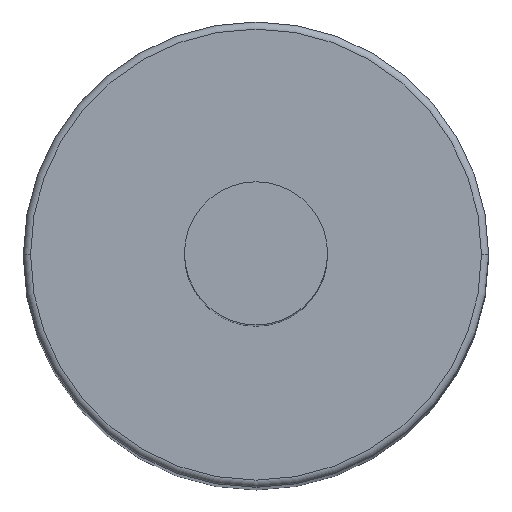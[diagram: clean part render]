
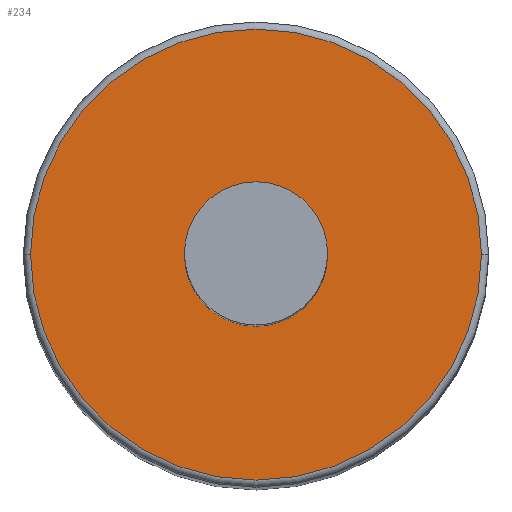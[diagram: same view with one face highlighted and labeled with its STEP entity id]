
A CAD part, top view. The second image highlights one B-rep face of the part: STEP entity #234.
In plain terms, the highlighted planar face has unit normal (0, 0, 1).
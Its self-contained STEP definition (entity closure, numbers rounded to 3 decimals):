
#94=CARTESIAN_POINT('',(0.,0.,22.));
#95=DIRECTION('',(0.,0.,1.));
#96=DIRECTION('',(-1.,0.,0.));
#97=AXIS2_PLACEMENT_3D('',#94,#95,#96);
#99=CARTESIAN_POINT('',(0.,0.,22.));
#100=DIRECTION('',(0.,0.,1.));
#101=DIRECTION('',(1.,0.,0.));
#102=AXIS2_PLACEMENT_3D('',#99,#100,#101);
#188=CARTESIAN_POINT('',(-3.15,0.,22.));
#189=CARTESIAN_POINT('',(3.15,0.,22.));
#190=VERTEX_POINT('',#188);
#191=VERTEX_POINT('',#189);
#223=CARTESIAN_POINT('',(0.,0.,22.));
#224=DIRECTION('',(0.,0.,1.));
#225=DIRECTION('',(1.,0.,0.));
#226=AXIS2_PLACEMENT_3D('',#223,#224,#225);
#227=PLANE('',#226);
#229=ORIENTED_EDGE('',*,*,#228,.F.);
#231=ORIENTED_EDGE('',*,*,#230,.F.);
#232=EDGE_LOOP('',(#229,#231));
#233=FACE_OUTER_BOUND('',#232,.F.);
#234=ADVANCED_FACE('',(#233),#227,.T.);
#98=CIRCLE('',#97,3.15);
#103=CIRCLE('',#102,3.15);
#228=EDGE_CURVE('',#190,#191,#98,.T.);
#230=EDGE_CURVE('',#191,#190,#103,.T.);
